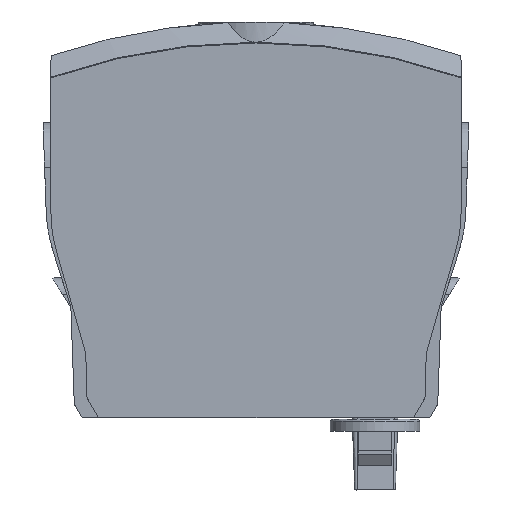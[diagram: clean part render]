
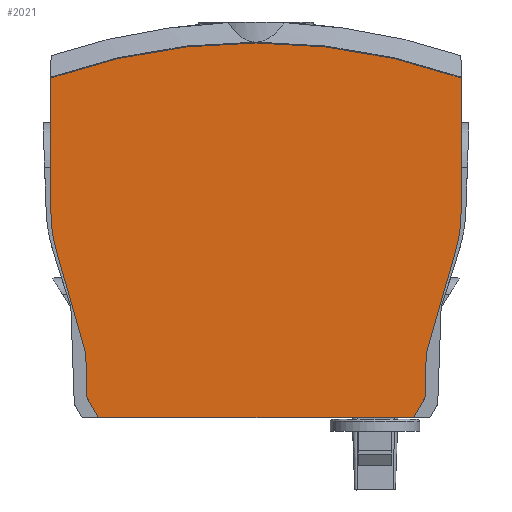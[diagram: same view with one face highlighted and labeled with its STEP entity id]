
A CAD part, top view. The second image highlights one B-rep face of the part: STEP entity #2021.
In plain terms, the highlighted planar face has unit normal (0, 0, 1).
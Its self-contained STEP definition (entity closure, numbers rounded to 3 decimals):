
#35 = VERTEX_POINT ( 'NONE', #8375 ) ;
#44 = ORIENTED_EDGE ( 'NONE', *, *, #9237, .T. ) ;
#47 = LINE ( 'NONE', #2952, #2187 ) ;
#124 = CIRCLE ( 'NONE', #3206, 15.8 ) ;
#202 = CARTESIAN_POINT ( 'NONE',  ( -17.2, 0., 4.9 ) ) ;
#225 = LINE ( 'NONE', #7344, #3635 ) ;
#358 = EDGE_CURVE ( 'NONE', #35, #3363, #8796, .T. ) ;
#393 = CARTESIAN_POINT ( 'NONE',  ( -17.2, 0., 4.9 ) ) ;
#477 = EDGE_CURVE ( 'NONE', #8891, #1248, #225, .T. ) ;
#551 = AXIS2_PLACEMENT_3D ( 'NONE', #1362, #1451, #4381 ) ;
#689 = DIRECTION ( 'NONE',  ( 0., 0., 1. ) ) ;
#750 = CARTESIAN_POINT ( 'NONE',  ( 6.6, 22.5, 4.9 ) ) ;
#760 = VERTEX_POINT ( 'NONE', #393 ) ;
#796 = DIRECTION ( 'NONE',  ( 1., 0., 0. ) ) ;
#1056 = DIRECTION ( 'NONE',  ( 0., 0., 1. ) ) ;
#1126 = VERTEX_POINT ( 'NONE', #1928 ) ;
#1248 = VERTEX_POINT ( 'NONE', #5075 ) ;
#1299 = DIRECTION ( 'NONE',  ( 0.017, 1., 0. ) ) ;
#1330 = ORIENTED_EDGE ( 'NONE', *, *, #9122, .T. ) ;
#1362 = CARTESIAN_POINT ( 'NONE',  ( -6.6, 22.5, 4.9 ) ) ;
#1391 = ORIENTED_EDGE ( 'NONE', *, *, #2900, .T. ) ;
#1451 = DIRECTION ( 'NONE',  ( 0., 0., -1. ) ) ;
#1505 = LINE ( 'NONE', #6482, #8955 ) ;
#1518 = DIRECTION ( 'NONE',  ( -1., 0., 0. ) ) ;
#1742 = CARTESIAN_POINT ( 'NONE',  ( 22.4, 22.5, 4.9 ) ) ;
#1772 = CARTESIAN_POINT ( 'NONE',  ( 0., -26.8, 4.9 ) ) ;
#1874 = CARTESIAN_POINT ( 'NONE',  ( -22.4, 22.5, 4.9 ) ) ;
#1890 = VECTOR ( 'NONE', #8951, 1000. ) ;
#1928 = CARTESIAN_POINT ( 'NONE',  ( -18.5, 2.252, 4.9 ) ) ;
#1950 = CARTESIAN_POINT ( 'NONE',  ( -21.788, 18.145, 4.9 ) ) ;
#2021 = ADVANCED_FACE ( 'NONE', ( #8020 ), #2815, .F. ) ;
#2187 = VECTOR ( 'NONE', #4474, 1000. ) ;
#2191 = EDGE_CURVE ( 'NONE', #6036, #4142, #3392, .T. ) ;
#2236 = ORIENTED_EDGE ( 'NONE', *, *, #477, .T. ) ;
#2478 = CARTESIAN_POINT ( 'NONE',  ( -18.5, 2.252, 4.9 ) ) ;
#2572 = LINE ( 'NONE', #202, #1890 ) ;
#2713 = LINE ( 'NONE', #4140, #6780 ) ;
#2754 = ORIENTED_EDGE ( 'NONE', *, *, #9061, .T. ) ;
#2815 = PLANE ( 'NONE',  #551 ) ;
#2900 = EDGE_CURVE ( 'NONE', #4678, #9111, #3632, .T. ) ;
#2952 = CARTESIAN_POINT ( 'NONE',  ( 17.2, 0., 4.9 ) ) ;
#3206 = AXIS2_PLACEMENT_3D ( 'NONE', #750, #689, #796 ) ;
#3363 = VERTEX_POINT ( 'NONE', #1874 ) ;
#3392 = LINE ( 'NONE', #1742, #4562 ) ;
#3632 = LINE ( 'NONE', #8597, #8874 ) ;
#3633 = ORIENTED_EDGE ( 'NONE', *, *, #4660, .T. ) ;
#3635 = VECTOR ( 'NONE', #7544, 1000. ) ;
#3786 = VERTEX_POINT ( 'NONE', #5021 ) ;
#3901 = ORIENTED_EDGE ( 'NONE', *, *, #7933, .T. ) ;
#4018 = ORIENTED_EDGE ( 'NONE', *, *, #8060, .T. ) ;
#4140 = CARTESIAN_POINT ( 'NONE',  ( 18.5, 2.252, 4.9 ) ) ;
#4142 = VERTEX_POINT ( 'NONE', #4254 ) ;
#4254 = CARTESIAN_POINT ( 'NONE',  ( 22.4, 37.087, 4.9 ) ) ;
#4381 = DIRECTION ( 'NONE',  ( -1., 0., 0. ) ) ;
#4451 = VERTEX_POINT ( 'NONE', #8803 ) ;
#4474 = DIRECTION ( 'NONE',  ( 0.5, 0.866, 0. ) ) ;
#4523 = DIRECTION ( 'NONE',  ( 0.5, -0.866, 0. ) ) ;
#4541 = CIRCLE ( 'NONE', #5913, 67.7 ) ;
#4562 = VECTOR ( 'NONE', #4663, 1000. ) ;
#4660 = EDGE_CURVE ( 'NONE', #4142, #35, #4541, .T. ) ;
#4663 = DIRECTION ( 'NONE',  ( 0., 1., 0. ) ) ;
#4678 = VERTEX_POINT ( 'NONE', #8748 ) ;
#4701 = DIRECTION ( 'NONE',  ( -1., 0., 0. ) ) ;
#4894 = DIRECTION ( 'NONE',  ( 0., -1., 0. ) ) ;
#5021 = CARTESIAN_POINT ( 'NONE',  ( 17.2, 0., 4.9 ) ) ;
#5075 = CARTESIAN_POINT ( 'NONE',  ( -18.582, 6.965, 4.9 ) ) ;
#5199 = ORIENTED_EDGE ( 'NONE', *, *, #7231, .T. ) ;
#5471 = VECTOR ( 'NONE', #4894, 1000. ) ;
#5833 = EDGE_LOOP ( 'NONE', ( #3901, #4018, #44, #1330, #1391, #7921, #7272, #3633, #9244, #5199, #2236, #2754 ) ) ;
#5913 = AXIS2_PLACEMENT_3D ( 'NONE', #1772, #1056, #4701 ) ;
#6036 = VERTEX_POINT ( 'NONE', #7536 ) ;
#6482 = CARTESIAN_POINT ( 'NONE',  ( -17.2, 0., 4.9 ) ) ;
#6780 = VECTOR ( 'NONE', #1299, 1000. ) ;
#7136 = EDGE_CURVE ( 'NONE', #9111, #6036, #124, .T. ) ;
#7231 = EDGE_CURVE ( 'NONE', #3363, #8891, #8260, .T. ) ;
#7271 = DIRECTION ( 'NONE',  ( 0.276, 0.961, 0. ) ) ;
#7272 = ORIENTED_EDGE ( 'NONE', *, *, #2191, .T. ) ;
#7344 = CARTESIAN_POINT ( 'NONE',  ( -18.582, 6.965, 4.9 ) ) ;
#7520 = LINE ( 'NONE', #2478, #8469 ) ;
#7536 = CARTESIAN_POINT ( 'NONE',  ( 22.4, 22.5, 4.9 ) ) ;
#7544 = DIRECTION ( 'NONE',  ( 0.276, -0.961, 0. ) ) ;
#7740 = CARTESIAN_POINT ( 'NONE',  ( 21.788, 18.145, 4.9 ) ) ;
#7784 = AXIS2_PLACEMENT_3D ( 'NONE', #8092, #8877, #1518 ) ;
#7921 = ORIENTED_EDGE ( 'NONE', *, *, #7136, .T. ) ;
#7933 = EDGE_CURVE ( 'NONE', #1126, #760, #1505, .T. ) ;
#8002 = CARTESIAN_POINT ( 'NONE',  ( -22.4, 22.5, 4.9 ) ) ;
#8020 = FACE_OUTER_BOUND ( 'NONE', #5833, .T. ) ;
#8060 = EDGE_CURVE ( 'NONE', #760, #3786, #2572, .T. ) ;
#8092 = CARTESIAN_POINT ( 'NONE',  ( -6.6, 22.5, 4.9 ) ) ;
#8260 = CIRCLE ( 'NONE', #7784, 15.8 ) ;
#8375 = CARTESIAN_POINT ( 'NONE',  ( -22.4, 37.087, 4.9 ) ) ;
#8469 = VECTOR ( 'NONE', #8997, 1000. ) ;
#8597 = CARTESIAN_POINT ( 'NONE',  ( 18.582, 6.965, 4.9 ) ) ;
#8748 = CARTESIAN_POINT ( 'NONE',  ( 18.582, 6.965, 4.9 ) ) ;
#8796 = LINE ( 'NONE', #8002, #5471 ) ;
#8803 = CARTESIAN_POINT ( 'NONE',  ( 18.5, 2.252, 4.9 ) ) ;
#8874 = VECTOR ( 'NONE', #7271, 1000. ) ;
#8877 = DIRECTION ( 'NONE',  ( 0., 0., 1. ) ) ;
#8891 = VERTEX_POINT ( 'NONE', #1950 ) ;
#8951 = DIRECTION ( 'NONE',  ( 1., 0., 0. ) ) ;
#8955 = VECTOR ( 'NONE', #4523, 1000. ) ;
#8997 = DIRECTION ( 'NONE',  ( 0.017, -1., 0. ) ) ;
#9061 = EDGE_CURVE ( 'NONE', #1248, #1126, #7520, .T. ) ;
#9111 = VERTEX_POINT ( 'NONE', #7740 ) ;
#9122 = EDGE_CURVE ( 'NONE', #4451, #4678, #2713, .T. ) ;
#9237 = EDGE_CURVE ( 'NONE', #3786, #4451, #47, .T. ) ;
#9244 = ORIENTED_EDGE ( 'NONE', *, *, #358, .T. ) ;
